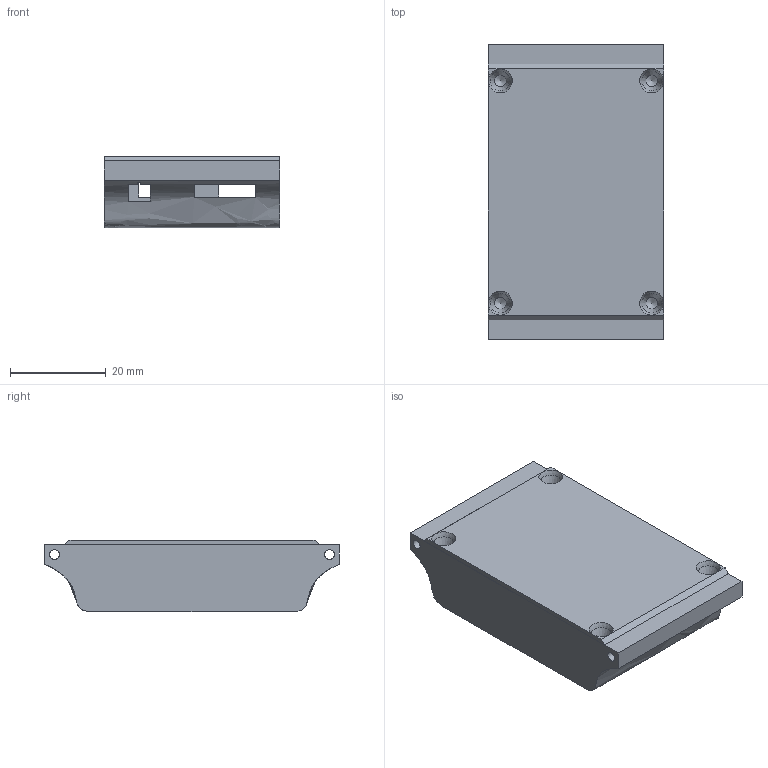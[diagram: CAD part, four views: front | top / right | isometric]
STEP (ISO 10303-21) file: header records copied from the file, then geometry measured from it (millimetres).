
FILE_DESCRIPTION(/* description */ (''),/* implementation_level */ '2;1');
FILE_NAME(/* name */ 'watch body v4.step',/* time_stamp */ '2018-12-27T23:36:56-08:00',/* author */ (''),/* organization */ (''),/* preprocessor_version */ 'ST-DEVELOPER v17.2',/* originating_system */ 'Autodesk Translation Framework v7.6.0.251',/* authorisation */ '');
FILE_SCHEMA (('AUTOMOTIVE_DESIGN { 1 0 10303 214 3 1 1 }'));
Length unit declared in the file: millimetre
Products named in the file (2): watch body; BackCover
Assembly tree (1 placements, depth 2):
  watch body
    BackCover
Bounding box: 36.6 x 61.4 x 14.97 mm (x, y, z)
Volume: 9568 mm3; surface area: 12227.7 mm2
Topology: 2 solids, 2 shells, 153 faces, 419 edges, 264 vertices
Faces by surface type: cylinder 66, plane 65, cone 12, bspline 10
Full cylindrical faces by diameter (mm): 2 x2, 2.529 x24, 3.086 x28
Entity records: 8989 total; most frequent: CARTESIAN_POINT 5345, ORIENTED_EDGE 830, DIRECTION 608, EDGE_CURVE 415, VERTEX_POINT 264, LINE 204, VECTOR 204, AXIS2_PLACEMENT_3D 202
